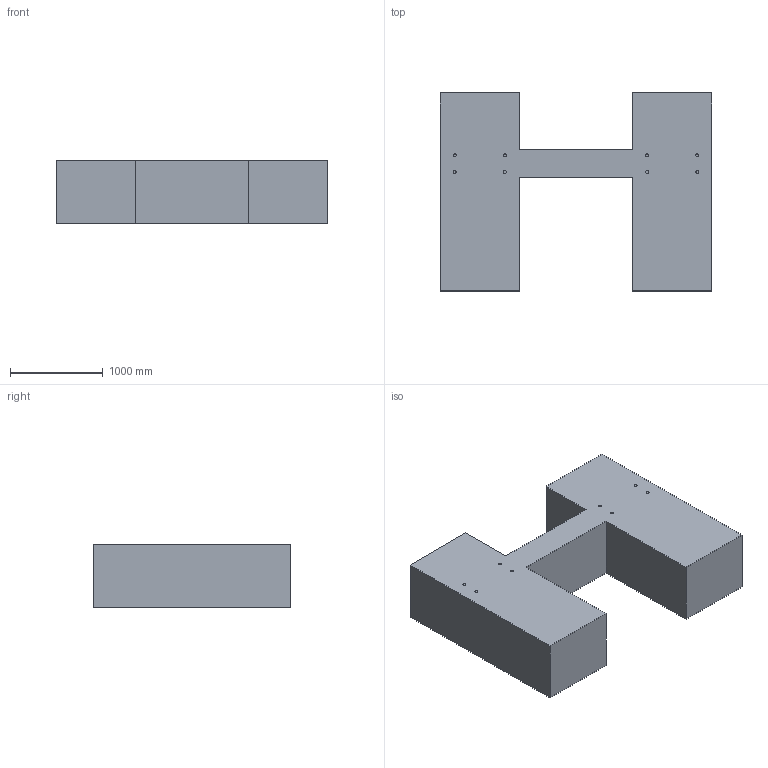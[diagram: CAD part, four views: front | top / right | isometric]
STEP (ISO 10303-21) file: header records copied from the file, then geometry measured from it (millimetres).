
FILE_DESCRIPTION(('FreeCAD Model'),'2;1');
FILE_NAME('./barrier/barrier_base.stp','2018-05-10T17:51:25',('FreeCAD') ,('FreeCAD'),'Open CASCADE STEP processor 6.8','FreeCAD','Unknown');
FILE_SCHEMA(('AUTOMOTIVE_DESIGN_CC2 { 1 2 10303 214 -1 1 5 4 }'));
Length unit declared in the file: millimetre
Products named in the file (1): Open CASCADE STEP translator 6.8 1
Bounding box: 2923.2 x 2131.5 x 685.12 mm (x, y, z)
Volume: 2744278327.3 mm3; surface area: 17440679 mm2
Topology: 1 solids, 1 shells, 22 faces, 44 edges, 32 vertices
Faces by surface type: plane 22
Entity records: 1186 total; most frequent: CARTESIAN_POINT 235, DIRECTION 178, LINE 108, VECTOR 108, ORIENTED_EDGE 88, PCURVE 88, DEFINITIONAL_REPRESENTATION 88, EDGE_CURVE 44
